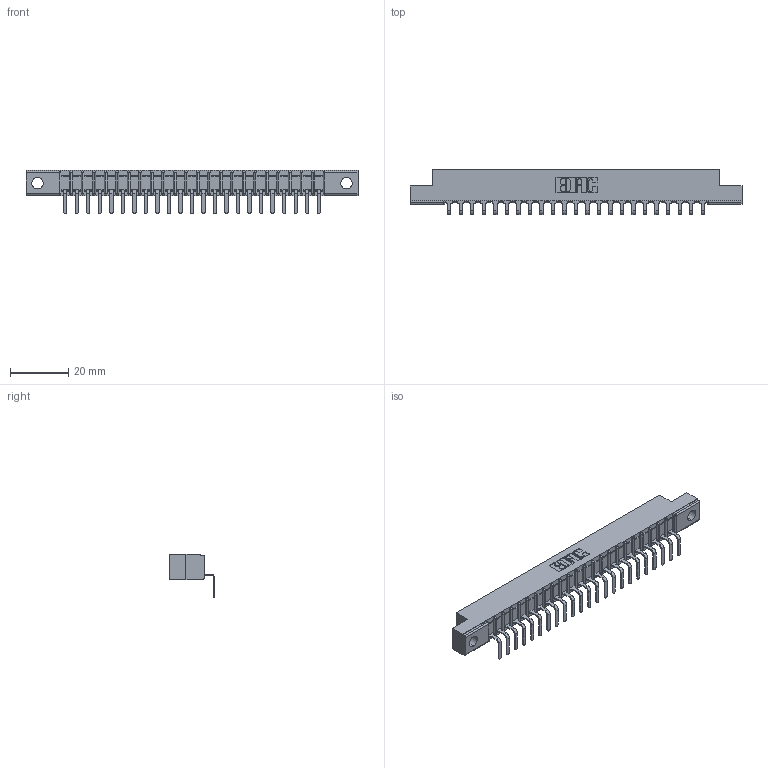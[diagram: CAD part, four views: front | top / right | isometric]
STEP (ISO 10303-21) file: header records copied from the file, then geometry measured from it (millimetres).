
FILE_DESCRIPTION (( 'STEP AP203' ), '1' );
FILE_NAME ('307-023-559-104.STEP', '2019-09-04T16:21:32', ( '' ), ( '' ), 'SwSTEP 2.0', 'SolidWorks 2016', '' );
FILE_SCHEMA (( 'CONFIG_CONTROL_DESIGN' ));
Length unit declared in the file: inch
Products named in the file (3): 307-290-001_558 559 - 1 (Single); 307-023-559-104; 307 Part_.156 Dia Mounting Holes
Assembly tree (24 placements, depth 2):
  307-023-559-104
    307 Part_.156 Dia Mounting Holes
    307-290-001_558 559 - 1 (Single)  x23
Bounding box: 114.15 x 15.46 x 14.81 mm (x, y, z)
Volume: 7126.5 mm3; surface area: 11114.5 mm2
Topology: 24 solids, 24 shells, 1536 faces, 4361 edges, 2810 vertices
Faces by surface type: plane 981, cylinder 507, sphere 48
Entity records: 22582 total; most frequent: CARTESIAN_POINT 3802, ORIENTED_EDGE 3786, DIRECTION 3701, EDGE_CURVE 1893, VECTOR 1451, LINE 1451, VERTEX_POINT 1226, AXIS2_PLACEMENT_3D 1125
